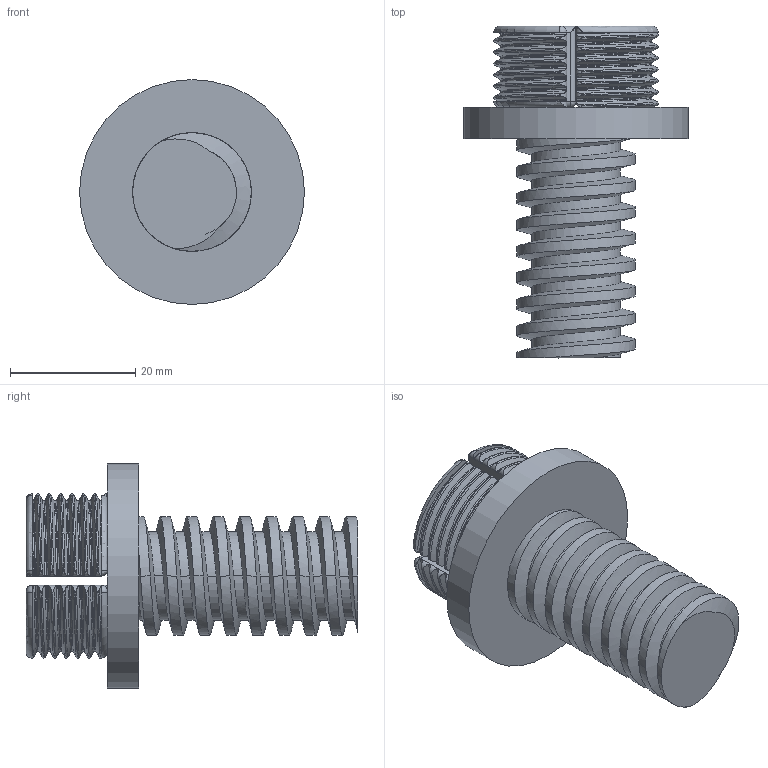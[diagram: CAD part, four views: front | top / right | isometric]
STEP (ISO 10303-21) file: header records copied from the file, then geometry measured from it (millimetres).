
FILE_DESCRIPTION(/* description */ ('','CAx-IF Rec.Pracs.---Representation and Presentation of Product Manufacturing Information (PMI)---4.0---2014-10-13'),/* implementation_level */ '2;1');
FILE_NAME(/* name */ 'balljoint screw v3.step',/* time_stamp */ '2025-02-03T23:50:49-05:00',/* author */ (''),/* organization */ (''),/* preprocessor_version */ 'ST-DEVELOPER v20',/* originating_system */ 'Autodesk Translation Framework v13.20.0.188',/* authorisation */ '');
FILE_SCHEMA (('AP242_MANAGED_MODEL_BASED_3D_ENGINEERING_MIM_LF { 1 0 10303 442 1 1 4 }'));
Length unit declared in the file: millimetre
Products named in the file (1): balljoint screw
Bounding box: 35.9 x 53 x 35.9 mm (x, y, z)
Volume: 17081.1 mm3; surface area: 8729.9 mm2
Topology: 1 solids, 1 shells, 329 faces, 907 edges, 577 vertices
Faces by surface type: bspline 173, cylinder 105, plane 21, torus 16, sphere 14
Full cylindrical faces by diameter (mm): 14.199 x7, 18.946 x8, 35.9 x1
Entity records: 21940 total; most frequent: CARTESIAN_POINT 15288, ORIENTED_EDGE 1798, EDGE_CURVE 899, DIRECTION 695, B_SPLINE_CURVE_WITH_KNOTS 635, VERTEX_POINT 577, EDGE_LOOP 334, FACE_OUTER_BOUND 329
